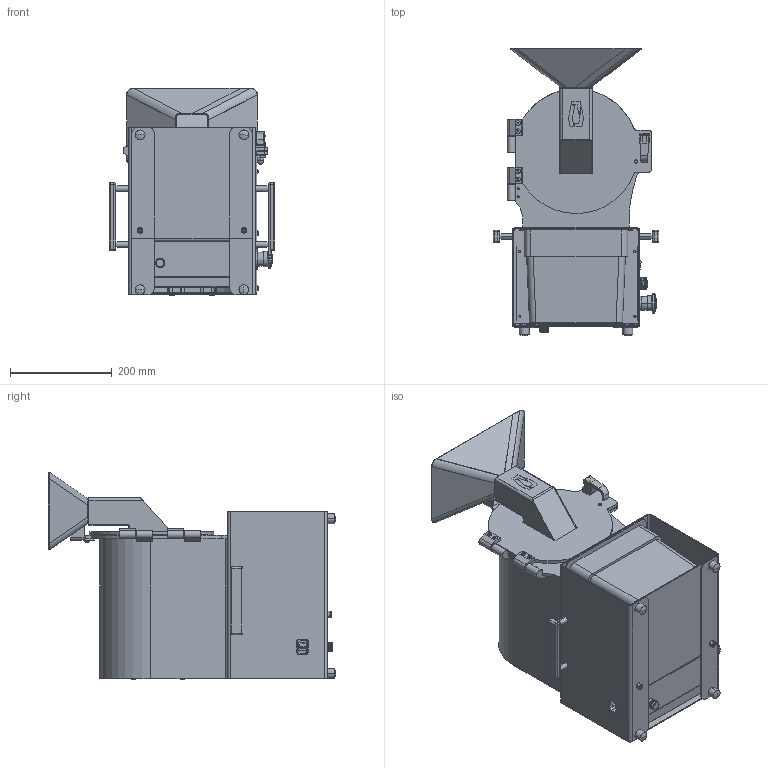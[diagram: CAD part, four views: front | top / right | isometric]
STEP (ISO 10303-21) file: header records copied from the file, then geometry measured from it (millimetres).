
FILE_DESCRIPTION (( 'STEP AP214' ), '1' );
FILE_NAME ('16-00-005600.STEP', '2022-07-27T18:26:48', ( '' ), ( '' ), 'SwSTEP 2.0', 'SolidWorks 2019', '' );
FILE_SCHEMA (( 'AUTOMOTIVE_DESIGN' ));
Length unit declared in the file: inch
Products named in the file (1): 16-00-005600
Bounding box: 325.4 x 563.51 x 407.19 mm (x, y, z)
Surface area: 1558456.5 mm2 (no closed solid volume)
Topology: 0 solids, 143 shells, 1051 faces, 5340 edges, 4249 vertices
Faces by surface type: plane 502, cylinder 315, cone 83, bspline 80, sphere 54, torus 17
Entity records: 73620 total; most frequent: CARTESIAN_POINT 21421, DIRECTION 7254, ORIENTED_EDGE 6971, EDGE_CURVE 5289, VERTEX_POINT 4249, VECTOR 2426, LINE 2426, AXIS2_PLACEMENT_3D 2414
